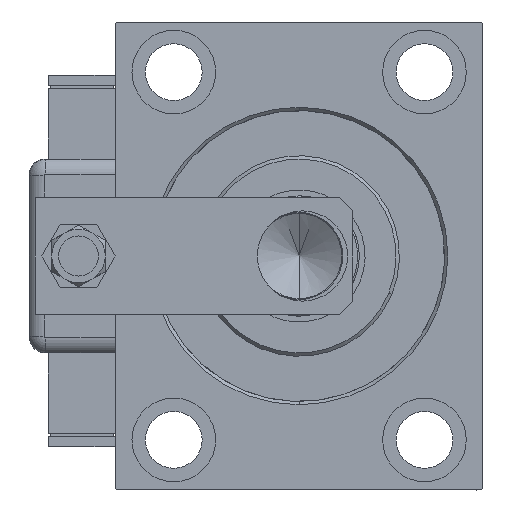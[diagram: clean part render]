
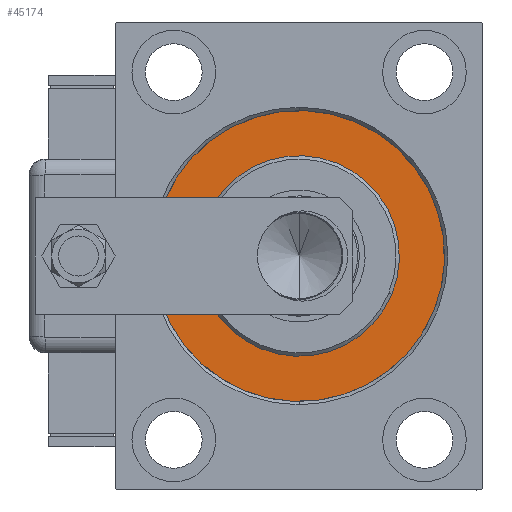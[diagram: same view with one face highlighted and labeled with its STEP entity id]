
A CAD part, left-side view. The second image highlights one B-rep face of the part: STEP entity #45174.
In plain terms, the highlighted face is planar.
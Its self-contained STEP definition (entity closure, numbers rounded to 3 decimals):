
#1371 = EDGE_LOOP ( 'NONE', ( #37026, #22650 ) ) ;
#1643 = CARTESIAN_POINT ( 'NONE',  ( 0., 0., 0. ) ) ;
#2705 = ORIENTED_EDGE ( 'NONE', *, *, #10313, .F. ) ;
#4380 = ORIENTED_EDGE ( 'NONE', *, *, #30112, .F. ) ;
#5449 = DIRECTION ( 'NONE',  ( 1., 0., 0. ) ) ;
#5741 = VERTEX_POINT ( 'NONE', #54265 ) ;
#5757 = CARTESIAN_POINT ( 'NONE',  ( 0., 0., 0. ) ) ;
#5866 = DIRECTION ( 'NONE',  ( 1., 0., 0. ) ) ;
#6706 = VERTEX_POINT ( 'NONE', #57018 ) ;
#9172 = DIRECTION ( 'NONE',  ( -1., 0., 0. ) ) ;
#9558 = DIRECTION ( 'NONE',  ( 0., 0., 1. ) ) ;
#10313 = EDGE_CURVE ( 'NONE', #27517, #5741, #39265, .T. ) ;
#10556 = VERTEX_POINT ( 'NONE', #41673 ) ;
#19372 = DIRECTION ( 'NONE',  ( 0., 0., -1. ) ) ;
#19996 = AXIS2_PLACEMENT_3D ( 'NONE', #5757, #57440, #56842 ) ;
#21704 = CARTESIAN_POINT ( 'NONE',  ( 0., 0., -43.5 ) ) ;
#22346 = FACE_BOUND ( 'NONE', #1371, .T. ) ;
#22650 = ORIENTED_EDGE ( 'NONE', *, *, #43804, .F. ) ;
#27235 = AXIS2_PLACEMENT_3D ( 'NONE', #1643, #5866, #56959 ) ;
#27517 = VERTEX_POINT ( 'NONE', #21704 ) ;
#27899 = DIRECTION ( 'NONE',  ( 0., 0., 1. ) ) ;
#29917 = CARTESIAN_POINT ( 'NONE',  ( 0., 0., 0. ) ) ;
#30112 = EDGE_CURVE ( 'NONE', #5741, #27517, #45665, .T. ) ;
#32444 = EDGE_LOOP ( 'NONE', ( #2705, #4380 ) ) ;
#37026 = ORIENTED_EDGE ( 'NONE', *, *, #37322, .F. ) ;
#37322 = EDGE_CURVE ( 'NONE', #6706, #10556, #40599, .T. ) ;
#39265 = CIRCLE ( 'NONE', #19996, 43.5 ) ;
#40599 = CIRCLE ( 'NONE', #55063, 30. ) ;
#40768 = PLANE ( 'NONE',  #42697 ) ;
#41673 = CARTESIAN_POINT ( 'NONE',  ( 0., 0., -30. ) ) ;
#42697 = AXIS2_PLACEMENT_3D ( 'NONE', #59223, #55486, #9558 ) ;
#43804 = EDGE_CURVE ( 'NONE', #10556, #6706, #48423, .T. ) ;
#44676 = AXIS2_PLACEMENT_3D ( 'NONE', #55396, #9172, #27899 ) ;
#45174 = ADVANCED_FACE ( 'NONE', ( #22346, #45282 ), #40768, .F. ) ;
#45282 = FACE_OUTER_BOUND ( 'NONE', #32444, .T. ) ;
#45665 = CIRCLE ( 'NONE', #44676, 43.5 ) ;
#48423 = CIRCLE ( 'NONE', #27235, 30. ) ;
#54265 = CARTESIAN_POINT ( 'NONE',  ( 0., 0., 43.5 ) ) ;
#55063 = AXIS2_PLACEMENT_3D ( 'NONE', #29917, #5449, #19372 ) ;
#55396 = CARTESIAN_POINT ( 'NONE',  ( 0., 0., 0. ) ) ;
#55486 = DIRECTION ( 'NONE',  ( -1., 0., 0. ) ) ;
#56842 = DIRECTION ( 'NONE',  ( 0., 0., 1. ) ) ;
#56959 = DIRECTION ( 'NONE',  ( 0., 0., -1. ) ) ;
#57018 = CARTESIAN_POINT ( 'NONE',  ( 0., 0., 30. ) ) ;
#57440 = DIRECTION ( 'NONE',  ( -1., 0., 0. ) ) ;
#59223 = CARTESIAN_POINT ( 'NONE',  ( 0., 0., 0. ) ) ;
